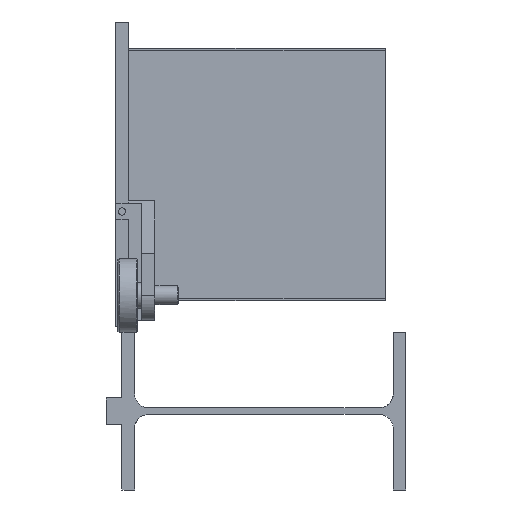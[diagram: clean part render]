
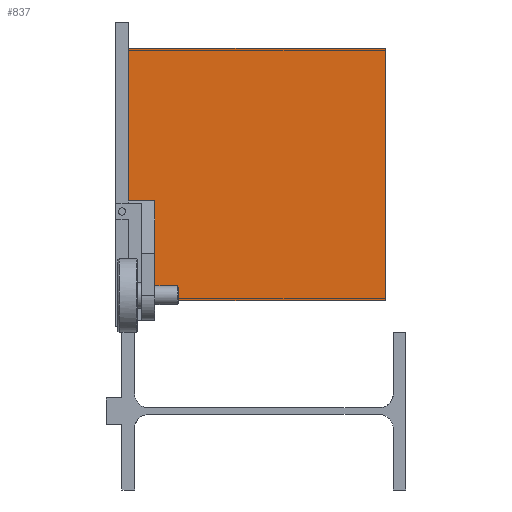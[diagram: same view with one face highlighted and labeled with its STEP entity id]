
A CAD part, front view. The second image highlights one B-rep face of the part: STEP entity #837.
In plain terms, the highlighted free-form (B-spline) face has degree [1, 1] with [2, 2] control points.
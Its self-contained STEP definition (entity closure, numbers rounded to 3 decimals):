
#654 = VERTEX_POINT('',#655);
#655 = CARTESIAN_POINT('',(-232.57,-579.885,
    -11.077));
#660 = EDGE_CURVE('',#654,#661,#663,.T.);
#661 = VERTEX_POINT('',#662);
#662 = CARTESIAN_POINT('',(-232.57,-579.885,
    476.77));
#663 = B_SPLINE_CURVE_WITH_KNOTS('',1,(#664,#665),.UNSPECIFIED.,.F.,.F.,
  (2,2),(0.,480.),.PIECEWISE_BEZIER_KNOTS.);
#664 = CARTESIAN_POINT('',(-232.57,-579.885,
    -11.077));
#665 = CARTESIAN_POINT('',(-232.57,-579.885,
    476.77));
#820 = EDGE_CURVE('',#661,#821,#823,.T.);
#821 = VERTEX_POINT('',#822);
#822 = CARTESIAN_POINT('',(263.409,-579.885,
    476.77));
#823 = B_SPLINE_CURVE_WITH_KNOTS('',1,(#824,#825),.UNSPECIFIED.,.F.,.F.,
  (2,2),(12.,500.),.PIECEWISE_BEZIER_KNOTS.);
#824 = CARTESIAN_POINT('',(-232.57,-579.885,
    476.77));
#825 = CARTESIAN_POINT('',(263.409,-579.885,
    476.77));
#837 = ADVANCED_FACE('',(#838),#854,.T.);
#838 = FACE_BOUND('',#839,.T.);
#839 = EDGE_LOOP('',(#840,#841,#848,#853));
#840 = ORIENTED_EDGE('',*,*,#660,.F.);
#841 = ORIENTED_EDGE('',*,*,#842,.T.);
#842 = EDGE_CURVE('',#654,#843,#845,.T.);
#843 = VERTEX_POINT('',#844);
#844 = CARTESIAN_POINT('',(263.409,-579.885,
    -11.077));
#845 = B_SPLINE_CURVE_WITH_KNOTS('',1,(#846,#847),.UNSPECIFIED.,.F.,.F.,
  (2,2),(12.,500.),.PIECEWISE_BEZIER_KNOTS.);
#846 = CARTESIAN_POINT('',(-232.57,-579.885,
    -11.077));
#847 = CARTESIAN_POINT('',(263.409,-579.885,
    -11.077));
#848 = ORIENTED_EDGE('',*,*,#849,.F.);
#849 = EDGE_CURVE('',#821,#843,#850,.T.);
#850 = B_SPLINE_CURVE_WITH_KNOTS('',1,(#851,#852),.UNSPECIFIED.,.F.,.F.,
  (2,2),(0.,480.),.PIECEWISE_BEZIER_KNOTS.);
#851 = CARTESIAN_POINT('',(263.409,-579.885,
    476.77));
#852 = CARTESIAN_POINT('',(263.409,-579.885,
    -11.077));
#853 = ORIENTED_EDGE('',*,*,#820,.F.);
#854 = B_SPLINE_SURFACE_WITH_KNOTS('',1,1,(
    (#855,#856)
    ,(#857,#858
    )),.UNSPECIFIED.,.F.,.F.,.F.,(2,2),(2,2),(0.,480.),(12.,500.),
  .PIECEWISE_BEZIER_KNOTS.);
#855 = CARTESIAN_POINT('',(-232.57,-579.885,
    476.77));
#856 = CARTESIAN_POINT('',(263.409,-579.885,
    476.77));
#857 = CARTESIAN_POINT('',(-232.57,-579.885,
    -11.077));
#858 = CARTESIAN_POINT('',(263.409,-579.885,
    -11.077));
